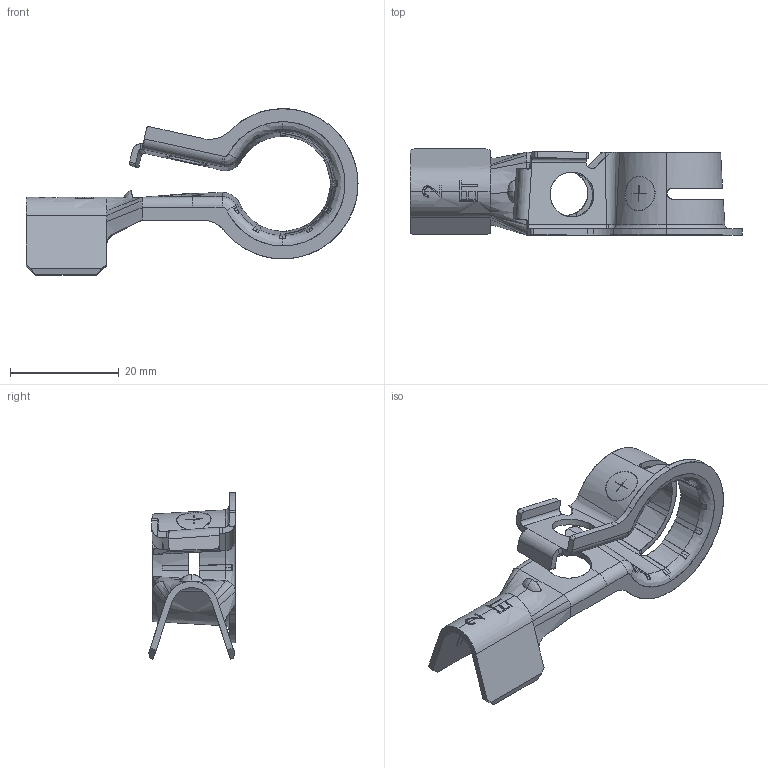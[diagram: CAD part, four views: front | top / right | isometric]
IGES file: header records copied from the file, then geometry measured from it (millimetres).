
Start section: SolidWorks IGES file using analytic representation for surfaces
Global section: file name:82408.IGS; native system: SolidWorks 2014; preprocessor: SolidWorks 2014; author: sjohnson; date: 150224.095445; units: inch
Bounding box: 61.06 x 15.9 x 30.65 mm (x, y, z)
Surface area: 4731.3 mm2 (no closed solid volume)
Topology: 0 solids, 0 shells, 429 faces, 3515 edges, 3483 vertices
Faces by surface type: bspline 254, revolution 175
